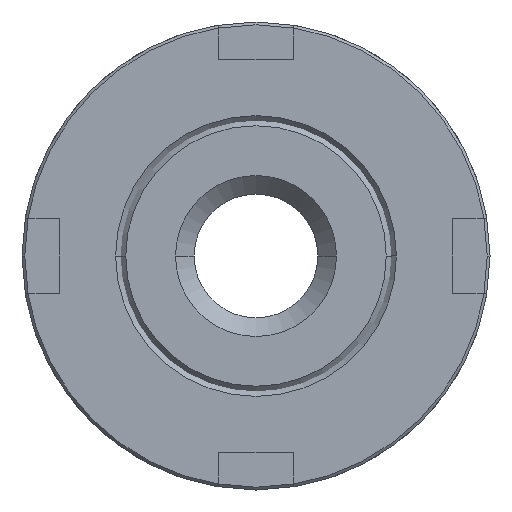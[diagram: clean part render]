
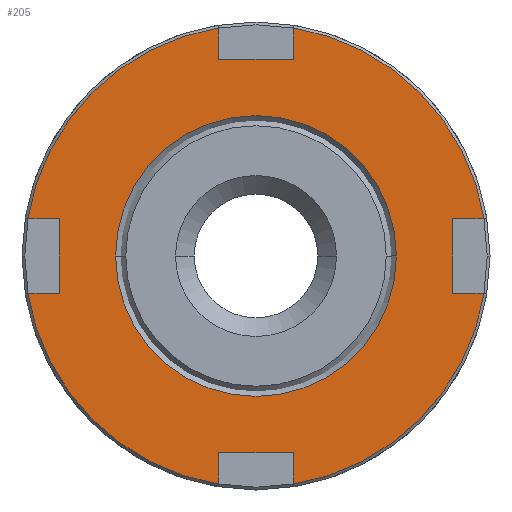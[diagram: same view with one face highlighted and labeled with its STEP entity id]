
A CAD part, front view. The second image highlights one B-rep face of the part: STEP entity #205.
In plain terms, the highlighted planar face has unit normal (0, -1, 0).
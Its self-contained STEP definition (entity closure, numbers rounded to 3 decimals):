
#205=ADVANCED_FACE('',(#337,#338),#339,.T.);
#337=FACE_OUTER_BOUND('',#538,.T.);
#338=FACE_BOUND('',#539,.T.);
#339=PLANE('',#540);
#538=EDGE_LOOP('',(#937,#938,#939,#940,#941,#942,#943,#944,#945,#946,#947,#948,#949,#950,#951,#952));
#539=EDGE_LOOP('',(#953,#954));
#540=AXIS2_PLACEMENT_3D('',#955,#956,#957);
#937=ORIENTED_EDGE('',*,*,#1445,.T.);
#938=ORIENTED_EDGE('',*,*,#1495,.T.);
#939=ORIENTED_EDGE('',*,*,#1496,.T.);
#940=ORIENTED_EDGE('',*,*,#1458,.T.);
#941=ORIENTED_EDGE('',*,*,#1441,.T.);
#942=ORIENTED_EDGE('',*,*,#1492,.T.);
#943=ORIENTED_EDGE('',*,*,#1502,.T.);
#944=ORIENTED_EDGE('',*,*,#1465,.T.);
#945=ORIENTED_EDGE('',*,*,#1433,.T.);
#946=ORIENTED_EDGE('',*,*,#1489,.T.);
#947=ORIENTED_EDGE('',*,*,#1503,.T.);
#948=ORIENTED_EDGE('',*,*,#1472,.T.);
#949=ORIENTED_EDGE('',*,*,#1437,.T.);
#950=ORIENTED_EDGE('',*,*,#1486,.T.);
#951=ORIENTED_EDGE('',*,*,#1504,.T.);
#952=ORIENTED_EDGE('',*,*,#1451,.T.);
#953=ORIENTED_EDGE('',*,*,#1431,.T.);
#954=ORIENTED_EDGE('',*,*,#1505,.T.);
#955=CARTESIAN_POINT('',(6.25,0.0,0.0));
#956=DIRECTION('',(0.0,-1.0,0.0));
#957=DIRECTION('',(-1.0,0.0,0.0));
#1431=EDGE_CURVE('',#1671,#1673,#1675,.T.);
#1433=EDGE_CURVE('',#1679,#1676,#1680,.T.);
#1437=EDGE_CURVE('',#1687,#1684,#1688,.T.);
#1441=EDGE_CURVE('',#1695,#1692,#1696,.T.);
#1445=EDGE_CURVE('',#1703,#1700,#1704,.T.);
#1451=EDGE_CURVE('',#1713,#1703,#1714,.T.);
#1458=EDGE_CURVE('',#1725,#1695,#1726,.T.);
#1465=EDGE_CURVE('',#1737,#1679,#1738,.T.);
#1472=EDGE_CURVE('',#1749,#1687,#1750,.T.);
#1486=EDGE_CURVE('',#1684,#1770,#1772,.T.);
#1489=EDGE_CURVE('',#1676,#1775,#1777,.T.);
#1492=EDGE_CURVE('',#1692,#1780,#1782,.T.);
#1495=EDGE_CURVE('',#1700,#1785,#1787,.T.);
#1496=EDGE_CURVE('',#1785,#1725,#1788,.T.);
#1502=EDGE_CURVE('',#1780,#1737,#1794,.T.);
#1503=EDGE_CURVE('',#1775,#1749,#1795,.T.);
#1504=EDGE_CURVE('',#1770,#1713,#1796,.T.);
#1505=EDGE_CURVE('',#1673,#1671,#1797,.T.);
#1671=VERTEX_POINT('',#2057);
#1673=VERTEX_POINT('',#2060);
#1675=CIRCLE('',#2063,7.5);
#1676=VERTEX_POINT('',#2064);
#1679=VERTEX_POINT('',#2076);
#1680=CIRCLE('',#2077,12.35);
#1684=VERTEX_POINT('',#2090);
#1687=VERTEX_POINT('',#2102);
#1688=CIRCLE('',#2103,12.35);
#1692=VERTEX_POINT('',#2116);
#1695=VERTEX_POINT('',#2128);
#1696=CIRCLE('',#2129,12.35);
#1700=VERTEX_POINT('',#2142);
#1703=VERTEX_POINT('',#2154);
#1704=CIRCLE('',#2155,12.35);
#1713=VERTEX_POINT('',#2175);
#1714=LINE('',#2176,#2177);
#1725=VERTEX_POINT('',#2201);
#1726=LINE('',#2202,#2203);
#1737=VERTEX_POINT('',#2227);
#1738=LINE('',#2228,#2229);
#1749=VERTEX_POINT('',#2253);
#1750=LINE('',#2254,#2255);
#1770=VERTEX_POINT('',#2323);
#1772=LINE('',#2326,#2327);
#1775=VERTEX_POINT('',#2331);
#1777=LINE('',#2334,#2335);
#1780=VERTEX_POINT('',#2339);
#1782=LINE('',#2342,#2343);
#1785=VERTEX_POINT('',#2347);
#1787=LINE('',#2350,#2351);
#1788=LINE('',#2352,#2353);
#1794=LINE('',#2363,#2364);
#1795=LINE('',#2365,#2366);
#1796=LINE('',#2367,#2368);
#1797=CIRCLE('',#2369,7.5);
#2057=CARTESIAN_POINT('',(-7.5,0.,0.0));
#2060=CARTESIAN_POINT('',(7.5,0.,0.));
#2063=AXIS2_PLACEMENT_3D('',#2883,#2884,#2885);
#2064=CARTESIAN_POINT('',(-2.0,0.,-12.187));
#2076=CARTESIAN_POINT('',(-12.187,0.,-2.0));
#2077=AXIS2_PLACEMENT_3D('',#2886,#2887,#2888);
#2090=CARTESIAN_POINT('',(12.187,0.,-2.0));
#2102=CARTESIAN_POINT('',(2.0,0.,-12.187));
#2103=AXIS2_PLACEMENT_3D('',#2892,#2893,#2894);
#2116=CARTESIAN_POINT('',(-12.187,0.,2.0));
#2128=CARTESIAN_POINT('',(-2.0,0.,12.187));
#2129=AXIS2_PLACEMENT_3D('',#2898,#2899,#2900);
#2142=CARTESIAN_POINT('',(2.0,0.,12.187));
#2154=CARTESIAN_POINT('',(12.187,0.,2.0));
#2155=AXIS2_PLACEMENT_3D('',#2904,#2905,#2906);
#2175=CARTESIAN_POINT('',(10.5,0.0,2.0));
#2176=CARTESIAN_POINT('',(9.125,0.0,2.0));
#2177=VECTOR('',#2915,1.0);
#2201=CARTESIAN_POINT('',(-2.0,0.0,10.5));
#2202=CARTESIAN_POINT('',(-2.0,0.0,6.0));
#2203=VECTOR('',#2923,1.0);
#2227=CARTESIAN_POINT('',(-10.5,0.0,-2.0));
#2228=CARTESIAN_POINT('',(-2.875,0.0,-2.0));
#2229=VECTOR('',#2931,1.0);
#2253=CARTESIAN_POINT('',(2.0,0.0,-10.5));
#2254=CARTESIAN_POINT('',(2.0,0.0,-6.0));
#2255=VECTOR('',#2939,1.0);
#2323=CARTESIAN_POINT('',(10.5,0.0,-2.0));
#2326=CARTESIAN_POINT('',(9.125,0.0,-2.0));
#2327=VECTOR('',#2956,1.0);
#2331=CARTESIAN_POINT('',(-2.0,0.0,-10.5));
#2334=CARTESIAN_POINT('',(-2.0,0.0,-6.0));
#2335=VECTOR('',#2959,1.0);
#2339=CARTESIAN_POINT('',(-10.5,0.0,2.0));
#2342=CARTESIAN_POINT('',(-2.875,0.0,2.0));
#2343=VECTOR('',#2962,1.0);
#2347=CARTESIAN_POINT('',(2.0,0.0,10.5));
#2350=CARTESIAN_POINT('',(2.0,0.0,6.0));
#2351=VECTOR('',#2965,1.0);
#2352=CARTESIAN_POINT('',(3.125,0.0,10.5));
#2353=VECTOR('',#2966,1.0);
#2363=CARTESIAN_POINT('',(-10.5,0.0,0.));
#2364=VECTOR('',#2974,1.0);
#2365=CARTESIAN_POINT('',(3.125,0.0,-10.5));
#2366=VECTOR('',#2975,1.0);
#2367=CARTESIAN_POINT('',(10.5,0.0,0.0));
#2368=VECTOR('',#2976,1.0);
#2369=AXIS2_PLACEMENT_3D('',#2977,#2978,#2979);
#2883=CARTESIAN_POINT('',(0.,0.,0.0));
#2884=DIRECTION('',(0.0,1.0,0.0));
#2885=DIRECTION('',(-1.0,0.0,0.0));
#2886=CARTESIAN_POINT('',(0.,0.,0.));
#2887=DIRECTION('',(0.0,-1.0,0.0));
#2888=DIRECTION('',(-1.0,0.0,0.));
#2892=CARTESIAN_POINT('',(0.,0.,0.));
#2893=DIRECTION('',(0.0,-1.0,0.0));
#2894=DIRECTION('',(-1.0,0.0,0.));
#2898=CARTESIAN_POINT('',(0.,0.,0.));
#2899=DIRECTION('',(0.0,-1.0,0.0));
#2900=DIRECTION('',(-1.0,0.0,0.));
#2904=CARTESIAN_POINT('',(0.,0.,0.));
#2905=DIRECTION('',(0.0,-1.0,0.0));
#2906=DIRECTION('',(-1.0,0.0,0.));
#2915=DIRECTION('',(1.0,0.0,0.0));
#2923=DIRECTION('',(0.,0.0,1.0));
#2931=DIRECTION('',(-1.0,0.0,0.));
#2939=DIRECTION('',(0.,0.0,-1.0));
#2956=DIRECTION('',(-1.0,0.0,0.0));
#2959=DIRECTION('',(0.,0.0,1.0));
#2962=DIRECTION('',(1.0,0.0,0.));
#2965=DIRECTION('',(0.,0.0,-1.0));
#2966=DIRECTION('',(-1.0,0.0,0.));
#2974=DIRECTION('',(0.,0.0,-1.0));
#2975=DIRECTION('',(1.0,0.0,0.));
#2976=DIRECTION('',(0.0,0.0,1.0));
#2977=CARTESIAN_POINT('',(0.,0.,0.0));
#2978=DIRECTION('',(0.0,1.0,0.0));
#2979=DIRECTION('',(-1.0,0.0,0.0));
